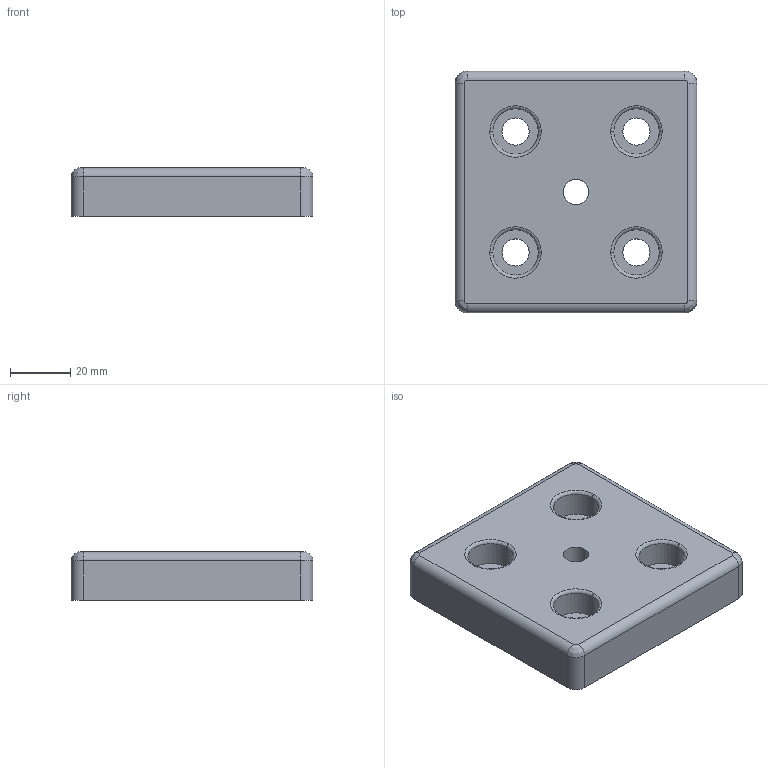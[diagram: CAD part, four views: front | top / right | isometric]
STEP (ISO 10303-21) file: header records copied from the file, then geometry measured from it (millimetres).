
FILE_DESCRIPTION(('STEP AP214'),'1');
FILE_NAME('fath_093t80801008s.stp','2017-10-10T09:52:55',('TraceParts'),('TraceParts S.A.'),'Spatial InterOp 3D',' ',' ');
FILE_SCHEMA(('automotive_design'));
Length unit declared in the file: millimetre
Products named in the file (1): fath_093t80801008s
Bounding box: 80 x 80 x 16 mm (x, y, z)
Volume: 59386.6 mm3; surface area: 29143.5 mm2
Topology: 1 solids, 1 shells, 290 faces, 702 edges, 402 vertices
Faces by surface type: cylinder 142, bspline 98, plane 50
Entity records: 13511 total; most frequent: CARTESIAN_POINT 4738, DIRECTION 1390, ORIENTED_EDGE 1356, EDGE_CURVE 678, AXIS2_PLACEMENT_3D 570, VERTEX_POINT 402, CIRCLE 377, EDGE_LOOP 312
